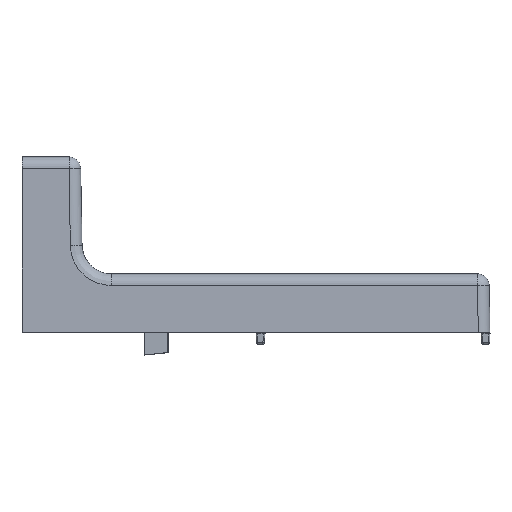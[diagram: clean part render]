
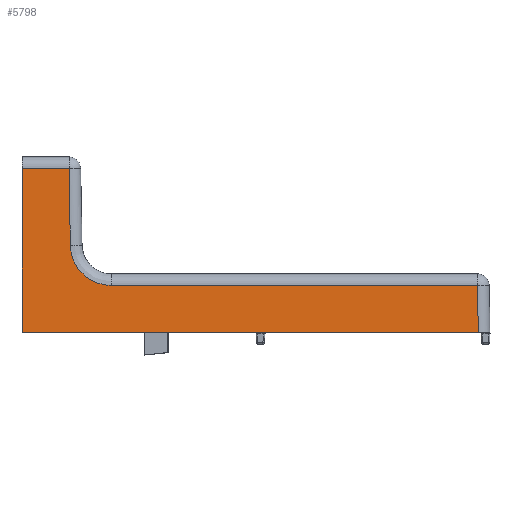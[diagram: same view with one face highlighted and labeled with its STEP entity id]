
A CAD part, top view. The second image highlights one B-rep face of the part: STEP entity #5798.
In plain terms, the highlighted planar face has unit normal (0, 0.018, 1).
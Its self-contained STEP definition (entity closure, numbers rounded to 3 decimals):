
#229 = EDGE_CURVE ( 'NONE', #4997, #9706, #24148, .T. ) ;
#297 = CARTESIAN_POINT ( 'NONE',  ( 23.036, 18.242, 18.682 ) ) ;
#396 = EDGE_CURVE ( 'NONE', #4104, #9758, #25730, .T. ) ;
#714 = VERTEX_POINT ( 'NONE', #13058 ) ;
#777 = CARTESIAN_POINT ( 'NONE',  ( 30.525, 16.07, 18.72 ) ) ;
#837 = CARTESIAN_POINT ( 'NONE',  ( 17.183, 25.787, 18.55 ) ) ;
#1019 = CARTESIAN_POINT ( 'NONE',  ( 16.974, 26.541, 18.537 ) ) ;
#1068 = DIRECTION ( 'NONE',  ( -1., 0., 0. ) ) ;
#1116 = PLANE ( 'NONE',  #3189 ) ;
#1195 = CARTESIAN_POINT ( 'NONE',  ( 16.883, 26.922, 18.53 ) ) ;
#1289 = CARTESIAN_POINT ( 'NONE',  ( 16.841, 27.114, 18.527 ) ) ;
#1373 = CARTESIAN_POINT ( 'NONE',  ( 17.909, 23.992, 18.581 ) ) ;
#2713 = LINE ( 'NONE', #2737, #23381 ) ;
#2737 = CARTESIAN_POINT ( 'NONE',  ( 156.001, 0., 19. ) ) ;
#2899 = CARTESIAN_POINT ( 'NONE',  ( 16.823, 27.196, 18.525 ) ) ;
#2981 = CARTESIAN_POINT ( 'NONE',  ( 16.812, 27.251, 18.524 ) ) ;
#3068 = CARTESIAN_POINT ( 'NONE',  ( 16.806, 27.28, 18.524 ) ) ;
#3189 = AXIS2_PLACEMENT_3D ( 'NONE', #9291, #23192, #11303 ) ;
#3242 = CARTESIAN_POINT ( 'NONE',  ( 16.633, 28.137, 18.509 ) ) ;
#3331 = CARTESIAN_POINT ( 'NONE',  ( 18.927, 22.229, 18.612 ) ) ;
#3985 = CARTESIAN_POINT ( 'NONE',  ( 0., 0., 19. ) ) ;
#4071 = EDGE_LOOP ( 'NONE', ( #24443, #18999, #6387, #12066, #13026, #8150, #11270 ) ) ;
#4104 = VERTEX_POINT ( 'NONE', #3985 ) ;
#4778 = DIRECTION ( 'NONE',  ( -0.017, 1., -0.017 ) ) ;
#4939 = CARTESIAN_POINT ( 'NONE',  ( 16.542, 28.976, 18.494 ) ) ;
#4997 = VERTEX_POINT ( 'NONE', #777 ) ;
#5022 = CARTESIAN_POINT ( 'NONE',  ( 16.527, 29.825, 18.479 ) ) ;
#5218 = VECTOR ( 'NONE', #9724, 1000. ) ;
#5297 = CARTESIAN_POINT ( 'NONE',  ( 17.74, 24.364, 18.575 ) ) ;
#5798 = ADVANCED_FACE ( 'NONE', ( #14205 ), #1116, .T. ) ;
#6387 = ORIENTED_EDGE ( 'NONE', *, *, #13528, .T. ) ;
#6856 = DIRECTION ( 'NONE',  ( -1., 0., 0. ) ) ;
#7146 = CARTESIAN_POINT ( 'NONE',  ( 18.275, 23.264, 18.594 ) ) ;
#7184 = CARTESIAN_POINT ( 'NONE',  ( 160., 56.07, 18.021 ) ) ;
#7234 = CARTESIAN_POINT ( 'NONE',  ( 20.372, 20.419, 18.644 ) ) ;
#7319 = CARTESIAN_POINT ( 'NONE',  ( 19.89, 20.943, 18.634 ) ) ;
#7692 = VECTOR ( 'NONE', #17639, 1000. ) ;
#8150 = ORIENTED_EDGE ( 'NONE', *, *, #10522, .T. ) ;
#8266 = VECTOR ( 'NONE', #1068, 1000. ) ;
#9189 = CARTESIAN_POINT ( 'NONE',  ( 17.659, 24.551, 18.571 ) ) ;
#9265 = EDGE_CURVE ( 'NONE', #22474, #4104, #20570, .T. ) ;
#9291 = CARTESIAN_POINT ( 'NONE',  ( 160., 0., 19. ) ) ;
#9544 = CARTESIAN_POINT ( 'NONE',  ( 16.527, 29.825, 18.479 ) ) ;
#9610 = EDGE_CURVE ( 'NONE', #9706, #714, #18337, .T. ) ;
#9706 = VERTEX_POINT ( 'NONE', #19994 ) ;
#9724 = DIRECTION ( 'NONE',  ( 0., -1., 0.017 ) ) ;
#9758 = VERTEX_POINT ( 'NONE', #20084 ) ;
#10522 = EDGE_CURVE ( 'NONE', #714, #22474, #23531, .T. ) ;
#11270 = ORIENTED_EDGE ( 'NONE', *, *, #9265, .T. ) ;
#11293 = CARTESIAN_POINT ( 'NONE',  ( 22.987, 18.272, 18.681 ) ) ;
#11303 = DIRECTION ( 'NONE',  ( 0., -1., 0.017 ) ) ;
#11467 = CARTESIAN_POINT ( 'NONE',  ( 19.376, 21.597, 18.623 ) ) ;
#12066 = ORIENTED_EDGE ( 'NONE', *, *, #229, .T. ) ;
#13026 = ORIENTED_EDGE ( 'NONE', *, *, #9610, .T. ) ;
#13055 = CARTESIAN_POINT ( 'NONE',  ( 19.131, 21.934, 18.617 ) ) ;
#13058 = CARTESIAN_POINT ( 'NONE',  ( 16.069, 56.07, 18.021 ) ) ;
#13215 = CARTESIAN_POINT ( 'NONE',  ( 17.624, 24.632, 18.57 ) ) ;
#13398 = CARTESIAN_POINT ( 'NONE',  ( 21.393, 19.416, 18.661 ) ) ;
#13399 = LINE ( 'NONE', #18835, #23933 ) ;
#13528 = EDGE_CURVE ( 'NONE', #20225, #4997, #13399, .T. ) ;
#14205 = FACE_OUTER_BOUND ( 'NONE', #4071, .T. ) ;
#15457 = CARTESIAN_POINT ( 'NONE',  ( 29.467, 16.099, 18.719 ) ) ;
#15467 = CARTESIAN_POINT ( 'NONE',  ( 18.634, 22.666, 18.604 ) ) ;
#16600 = EDGE_CURVE ( 'NONE', #9758, #20225, #2713, .T. ) ;
#16617 = CARTESIAN_POINT ( 'NONE',  ( 30.101, 16.07, 18.719 ) ) ;
#17639 = DIRECTION ( 'NONE',  ( -0.017, 1., -0.017 ) ) ;
#18337 = LINE ( 'NONE', #9544, #7692 ) ;
#18693 = CARTESIAN_POINT ( 'NONE',  ( 30.525, 16.07, 18.72 ) ) ;
#18835 = CARTESIAN_POINT ( 'NONE',  ( 160., 16.07, 18.72 ) ) ;
#18960 = CARTESIAN_POINT ( 'NONE',  ( 28.733, 16.182, 18.718 ) ) ;
#18999 = ORIENTED_EDGE ( 'NONE', *, *, #16600, .T. ) ;
#19042 = CARTESIAN_POINT ( 'NONE',  ( 28.367, 16.236, 18.717 ) ) ;
#19224 = CARTESIAN_POINT ( 'NONE',  ( 17.602, 24.686, 18.569 ) ) ;
#19309 = CARTESIAN_POINT ( 'NONE',  ( 28.184, 16.267, 18.716 ) ) ;
#19994 = CARTESIAN_POINT ( 'NONE',  ( 16.527, 29.825, 18.479 ) ) ;
#20084 = CARTESIAN_POINT ( 'NONE',  ( 156.001, 0., 19. ) ) ;
#20225 = VERTEX_POINT ( 'NONE', #25489 ) ;
#20532 = CARTESIAN_POINT ( 'NONE',  ( 28.106, 16.28, 18.716 ) ) ;
#20570 = LINE ( 'NONE', #25708, #5218 ) ;
#20702 = CARTESIAN_POINT ( 'NONE',  ( 28.054, 16.29, 18.716 ) ) ;
#20785 = CARTESIAN_POINT ( 'NONE',  ( 28.029, 16.294, 18.716 ) ) ;
#21126 = CARTESIAN_POINT ( 'NONE',  ( 27.56, 16.38, 18.714 ) ) ;
#21354 = CARTESIAN_POINT ( 'NONE',  ( 26.907, 16.532, 18.711 ) ) ;
#21497 = CARTESIAN_POINT ( 'NONE',  ( 52., 0., 19. ) ) ;
#21772 = CARTESIAN_POINT ( 'NONE',  ( 104., 0., 19. ) ) ;
#21857 = CARTESIAN_POINT ( 'NONE',  ( 0., 0., 19. ) ) ;
#22253 = CARTESIAN_POINT ( 'NONE',  ( 0., 56.07, 18.021 ) ) ;
#22335 = CARTESIAN_POINT ( 'NONE',  ( 26.159, 16.765, 18.707 ) ) ;
#22474 = VERTEX_POINT ( 'NONE', #22253 ) ;
#22507 = CARTESIAN_POINT ( 'NONE',  ( 25.789, 16.894, 18.705 ) ) ;
#22687 = CARTESIAN_POINT ( 'NONE',  ( 25.631, 16.953, 18.704 ) ) ;
#22771 = CARTESIAN_POINT ( 'NONE',  ( 25.526, 16.992, 18.703 ) ) ;
#22850 = CARTESIAN_POINT ( 'NONE',  ( 25.476, 17.012, 18.703 ) ) ;
#22943 = CARTESIAN_POINT ( 'NONE',  ( 22.135, 18.822, 18.671 ) ) ;
#23192 = DIRECTION ( 'NONE',  ( 0., 0.017, 1. ) ) ;
#23353 = CARTESIAN_POINT ( 'NONE',  ( 24.987, 17.203, 18.7 ) ) ;
#23360 = CARTESIAN_POINT ( 'NONE',  ( 17.59, 24.714, 18.569 ) ) ;
#23381 = VECTOR ( 'NONE', #4778, 1000. ) ;
#23531 = LINE ( 'NONE', #7184, #8266 ) ;
#23933 = VECTOR ( 'NONE', #6856, 1000. ) ;
#24148 = B_SPLINE_CURVE_WITH_KNOTS ( 'NONE', 3,
 ( #18693, #16617, #15457, #18960, #19042, #19309, #20532, #20702, #20785, #21126, #21354, #22335, #22507, #22687, #22771, #22850, #23353, #24825, #24913, #25073, #25249, #297, #11293, #22943, #13398, #7234, #7319, #11467, #13055, #25167, #25255, #3331, #15467, #7146, #1373, #5297, #9189, #13215, #19224, #23360, #25081, #837, #1019, #1195, #1289, #2899, #2981, #3068, #3242, #4939, #5022 ),
 .UNSPECIFIED., .F., .F.,
 ( 4, 1, 1, 1, 1, 2, 2, 1, 1, 1, 2, 2, 1, 1, 1, 2, 2, 2, 1, 1, 1, 2, 2, 1, 1, 1, 1, 2, 2, 1, 1, 1, 1, 2, 2, 4 ),
 ( 0., 0.062, 0.094, 0.109, 0.117, 0.121, 0.125, 0.187, 0.219, 0.234, 0.242, 0.25, 0.312, 0.344, 0.359, 0.367, 0.375, 0.5, 0.562, 0.594, 0.609, 0.617, 0.625, 0.687, 0.719, 0.734, 0.742, 0.746, 0.75, 0.812, 0.844, 0.859, 0.867, 0.871, 0.875, 1. ),
 .UNSPECIFIED. ) ;
#24443 = ORIENTED_EDGE ( 'NONE', *, *, #396, .T. ) ;
#24825 = CARTESIAN_POINT ( 'NONE',  ( 24.35, 17.49, 18.695 ) ) ;
#24913 = CARTESIAN_POINT ( 'NONE',  ( 23.634, 17.879, 18.688 ) ) ;
#25073 = CARTESIAN_POINT ( 'NONE',  ( 23.283, 18.087, 18.684 ) ) ;
#25081 = CARTESIAN_POINT ( 'NONE',  ( 17.409, 25.155, 18.561 ) ) ;
#25167 = CARTESIAN_POINT ( 'NONE',  ( 19.029, 22.08, 18.615 ) ) ;
#25249 = CARTESIAN_POINT ( 'NONE',  ( 23.134, 18.179, 18.683 ) ) ;
#25255 = CARTESIAN_POINT ( 'NONE',  ( 18.961, 22.179, 18.613 ) ) ;
#25489 = CARTESIAN_POINT ( 'NONE',  ( 155.72, 16.07, 18.72 ) ) ;
#25551 = CARTESIAN_POINT ( 'NONE',  ( 156.001, 0., 19. ) ) ;
#25708 = CARTESIAN_POINT ( 'NONE',  ( 0., 56.07, 18.021 ) ) ;
#25730 = B_SPLINE_CURVE_WITH_KNOTS ( 'NONE', 3,
 ( #21857, #21497, #21772, #25551 ),
 .UNSPECIFIED., .F., .F.,
 ( 4, 4 ),
 ( 0., 1. ),
 .UNSPECIFIED. ) ;
